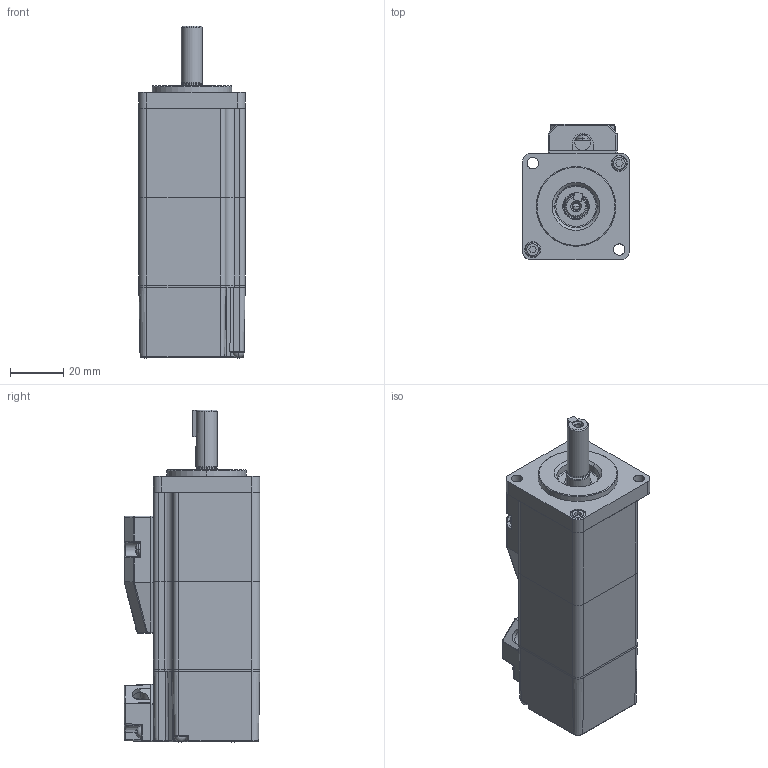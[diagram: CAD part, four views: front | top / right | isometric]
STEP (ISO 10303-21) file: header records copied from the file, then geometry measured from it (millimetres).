
FILE_DESCRIPTION (( 'STEP AP214' ), '1' );
FILE_NAME ('AC52168A1_FRE01052F007.STEP', '2020-12-01T09:37:42', ( '' ), ( '' ), 'SwSTEP 2.0', 'SolidWorks 2015', '' );
FILE_SCHEMA (( 'AUTOMOTIVE_DESIGN' ));
Length unit declared in the file: millimetre
Products named in the file (1): AC52168A1_FRE01052F007
Bounding box: 40 x 51 x 124.95 mm (x, y, z)
Surface area: 28153.5 mm2 (no closed solid volume)
Topology: 0 solids, 25 shells, 527 faces, 1619 edges, 1088 vertices
Faces by surface type: plane 236, cylinder 167, sphere 41, cone 39, torus 26, bspline 18
Entity records: 25352 total; most frequent: CARTESIAN_POINT 5222, DIRECTION 3135, ORIENTED_EDGE 2727, EDGE_CURVE 1581, AXIS2_PLACEMENT_3D 1158, VERTEX_POINT 1078, LINE 819, VECTOR 819
